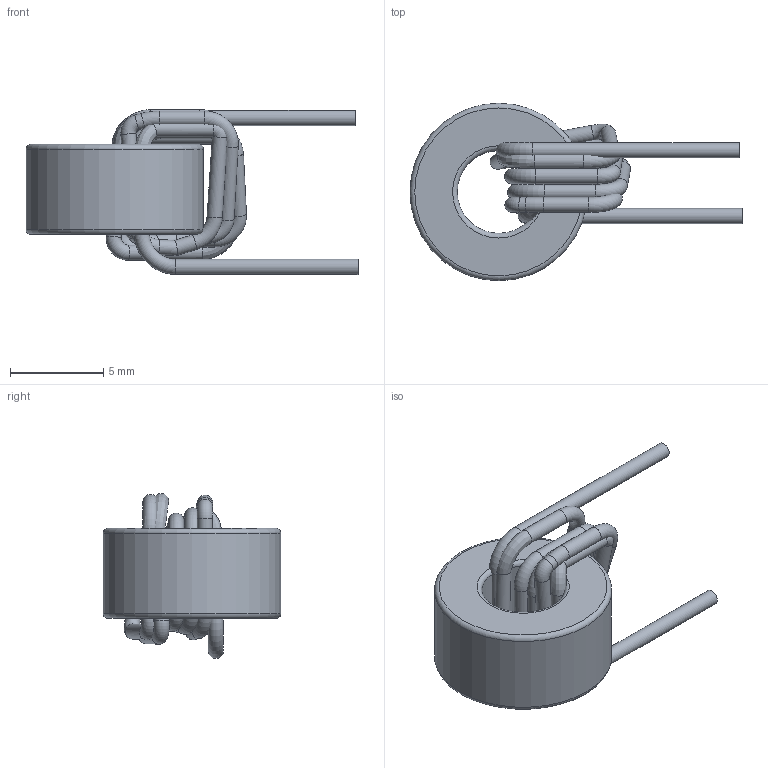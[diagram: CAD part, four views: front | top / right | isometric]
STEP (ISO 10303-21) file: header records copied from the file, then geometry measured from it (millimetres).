
FILE_DESCRIPTION (( 'STEP AP214' ), '1' );
FILE_NAME ('32498r4.STEP', '2011-07-05T14:16:35', ( 'Vicor User' ), ( 'Microsoft' ), 'SwSTEP 2.0', 'SolidWorks 2010', '' );
FILE_SCHEMA (( 'AUTOMOTIVE_DESIGN' ));
Length unit declared in the file: inch
Products named in the file (1): 32498r4
Bounding box: 17.82 x 9.53 x 8.86 mm (x, y, z)
Volume: 340.3 mm3; surface area: 670.3 mm2
Topology: 2 solids, 2 shells, 60 faces, 141 edges, 84 vertices
Faces by surface type: cylinder 28, torus 24, plane 4, bspline 4
Full cylindrical faces by diameter (mm): 0.813 x26, 4.445 x1, 9.525 x1
Entity records: 2363 total; most frequent: CARTESIAN_POINT 541, DIRECTION 220, ORIENTED_EDGE 122, EDGE_LOOP 119, FACE_OUTER_BOUND 116, AXIS2_PLACEMENT_3D 110, LENGTH_MEASURE_WITH_UNIT 64, DIMENSIONAL_EXPONENTS 64
